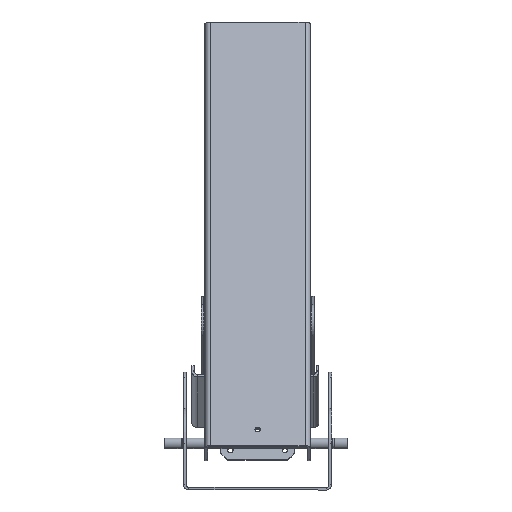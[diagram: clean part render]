
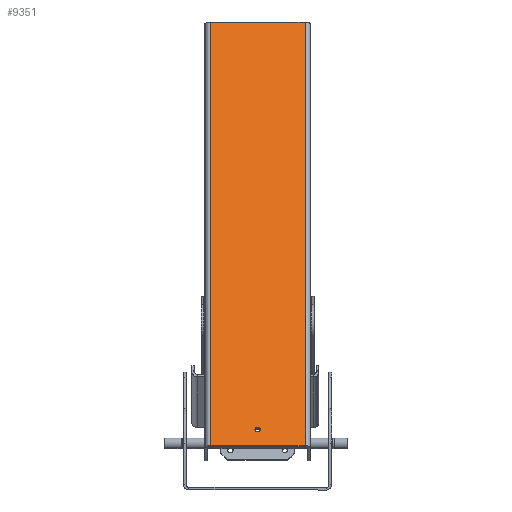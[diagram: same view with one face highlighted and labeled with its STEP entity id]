
A CAD part, front view. The second image highlights one B-rep face of the part: STEP entity #9351.
In plain terms, the highlighted face is planar.
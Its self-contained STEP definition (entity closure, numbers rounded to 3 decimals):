
#604=FACE_BOUND('',#1867,.T.);
#783=PLANE('',#10324);
#1227=FACE_OUTER_BOUND('',#1866,.T.);
#1866=EDGE_LOOP('',(#8199,#8200,#8201,#8202));
#1867=EDGE_LOOP('',(#8203));
#2496=LINE('',#20703,#3105);
#2500=LINE('',#20719,#3109);
#2506=LINE('',#20736,#3115);
#2508=LINE('',#20739,#3117);
#3105=VECTOR('',#12506,10.);
#3109=VECTOR('',#12526,10.);
#3115=VECTOR('',#12550,10.);
#3117=VECTOR('',#12554,10.);
#3549=CIRCLE('',#10279,1.5);
#4368=VERTEX_POINT('',#20636);
#4384=VERTEX_POINT('',#20700);
#4385=VERTEX_POINT('',#20702);
#4388=VERTEX_POINT('',#20716);
#4389=VERTEX_POINT('',#20718);
#5636=EDGE_CURVE('',#4368,#4368,#3549,.T.);
#5668=EDGE_CURVE('',#4385,#4384,#2496,.T.);
#5676=EDGE_CURVE('',#4389,#4388,#2500,.T.);
#5685=EDGE_CURVE('',#4388,#4385,#2506,.T.);
#5687=EDGE_CURVE('',#4384,#4389,#2508,.T.);
#8199=ORIENTED_EDGE('',*,*,#5668,.T.);
#8200=ORIENTED_EDGE('',*,*,#5687,.T.);
#8201=ORIENTED_EDGE('',*,*,#5676,.T.);
#8202=ORIENTED_EDGE('',*,*,#5685,.T.);
#8203=ORIENTED_EDGE('',*,*,#5636,.T.);
#9351=ADVANCED_FACE('',(#1227,#604),#783,.T.);
#10279=AXIS2_PLACEMENT_3D('',#20638,#12430,#12431);
#10324=AXIS2_PLACEMENT_3D('',#20738,#12552,#12553);
#12430=DIRECTION('center_axis',(0.,0.,1.));
#12431=DIRECTION('ref_axis',(1.,0.,0.));
#12506=DIRECTION('',(0.,1.,0.));
#12526=DIRECTION('',(0.,-1.,0.));
#12550=DIRECTION('',(-1.,0.,0.));
#12552=DIRECTION('center_axis',(0.,0.,-1.));
#12553=DIRECTION('ref_axis',(-1.,0.,0.));
#12554=DIRECTION('',(1.,0.,0.));
#20636=CARTESIAN_POINT('',(-1.5,-121.25,-1.5));
#20638=CARTESIAN_POINT('Origin',(0.,-121.25,-1.5));
#20700=CARTESIAN_POINT('',(-27.,131.25,-1.5));
#20702=CARTESIAN_POINT('',(-27.,-131.25,-1.5));
#20703=CARTESIAN_POINT('',(-27.,65.625,-1.5));
#20716=CARTESIAN_POINT('',(27.,-131.25,-1.5));
#20718=CARTESIAN_POINT('',(27.,131.25,-1.5));
#20719=CARTESIAN_POINT('',(27.,-65.625,-1.5));
#20736=CARTESIAN_POINT('',(-30.,-131.25,-1.5));
#20738=CARTESIAN_POINT('Origin',(0.,0.,
-1.5));
#20739=CARTESIAN_POINT('',(30.,131.25,-1.5));
